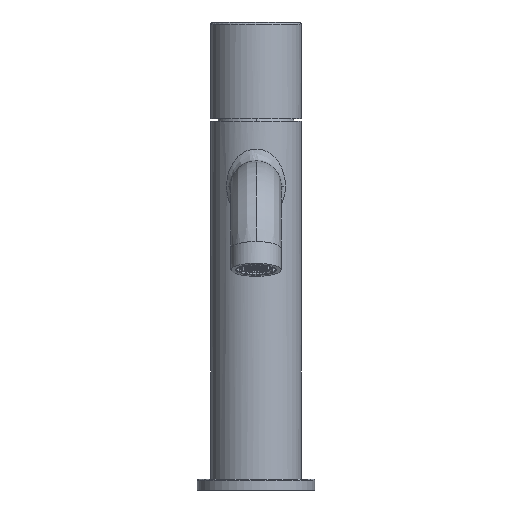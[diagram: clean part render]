
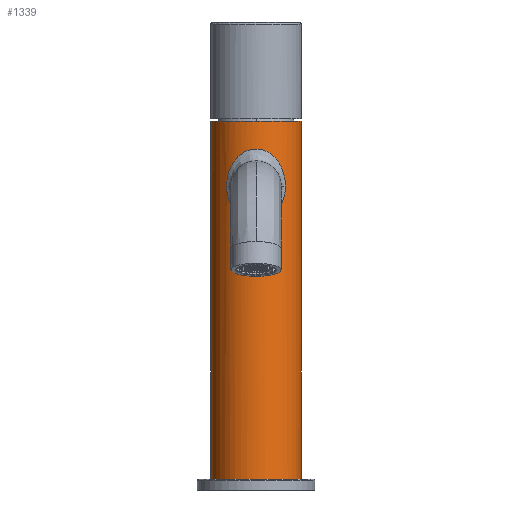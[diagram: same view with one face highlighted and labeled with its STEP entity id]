
A CAD part, front view. The second image highlights one B-rep face of the part: STEP entity #1339.
In plain terms, the highlighted cylindrical face has radius 19 mm (diameter 38 mm), a partial arc.
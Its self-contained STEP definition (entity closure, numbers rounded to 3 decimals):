
#413=FACE_BOUND('',#5860,.T.);
#1339=ADVANCED_FACE('',(#3598,#413),#40011,.T.);
#3598=FACE_OUTER_BOUND('',#5859,.T.);
#5859=EDGE_LOOP('',(#9073,#9074,#9075,#9076));
#5860=EDGE_LOOP('',(#9077,#9078));
#9073=ORIENTED_EDGE('',*,*,#21876,.T.);
#9074=ORIENTED_EDGE('',*,*,#21879,.T.);
#9075=ORIENTED_EDGE('',*,*,#21878,.T.);
#9076=ORIENTED_EDGE('',*,*,#21877,.T.);
#9077=ORIENTED_EDGE('',*,*,#22466,.T.);
#9078=ORIENTED_EDGE('',*,*,#21872,.F.);
#21872=EDGE_CURVE('',#34720,#34721,#28278,.T.);
#21876=EDGE_CURVE('',#34722,#34723,#28282,.T.);
#21877=EDGE_CURVE('',#34724,#34722,#33847,.T.);
#21878=EDGE_CURVE('',#34725,#34724,#28283,.T.);
#21879=EDGE_CURVE('',#34723,#34725,#33848,.T.);
#22466=EDGE_CURVE('',#34720,#34721,#28626,.T.);
#28278=B_SPLINE_CURVE_WITH_KNOTS('',3,(#51147,#51148,#51149,#51150,#51151,
#51152,#51153,#51154,#51155,#51156,#51157,#51158,#51159,#51160,#51161,#51162,
#51163,#51164,#51165,#51166,#51167,#51168,#51169),.UNSPECIFIED.,.F.,.F.,
(4,1,1,1,1,1,1,1,1,1,1,1,1,1,1,1,1,1,1,1,4),(-45.063,-43.815,
-42.563,-40.037,-37.455,-34.774,
-31.953,-28.962,-25.801,-24.173,
-22.531,-20.851,-19.187,-16.1,
-13.169,-10.289,-7.607,-5.026,
-2.559,-1.277,0.),.UNSPECIFIED.);
#28282=B_SPLINE_CURVE_WITH_KNOTS('',1,(#51203,#51204),.UNSPECIFIED.,.F.,
 .F.,(2,2),(-149.5,0.),.UNSPECIFIED.);
#28283=B_SPLINE_CURVE_WITH_KNOTS('',1,(#51210,#51211),.UNSPECIFIED.,.F.,
 .F.,(2,2),(-149.5,0.),.UNSPECIFIED.);
#28626=B_SPLINE_CURVE_WITH_KNOTS('',3,(#53852,#53853,#53854,#53855,#53856,
#53857,#53858,#53859,#53860,#53861,#53862,#53863,#53864,#53865,#53866,#53867,
#53868,#53869,#53870,#53871,#53872,#53873,#53874),.UNSPECIFIED.,.F.,.F.,
(4,1,1,1,1,1,1,1,1,1,1,1,1,1,1,1,1,1,1,1,4),(0.,1.277,2.559,
5.026,7.607,10.289,13.169,16.1,
19.187,20.851,22.531,24.173,25.801,
28.962,31.953,34.774,37.455,40.037,
42.563,43.815,45.063),.UNSPECIFIED.);
#33847=(
BOUNDED_CURVE()
B_SPLINE_CURVE(2,(#51205,#51206,#51207,#51208,#51209),.UNSPECIFIED.,.F.,
 .F.)
B_SPLINE_CURVE_WITH_KNOTS((3,2,3),(-59.69,-29.845,
0.),.UNSPECIFIED.)
CURVE()
GEOMETRIC_REPRESENTATION_ITEM()
RATIONAL_B_SPLINE_CURVE((1.,0.707,1.,0.707,1.))
REPRESENTATION_ITEM('')
);
#33848=(
BOUNDED_CURVE()
B_SPLINE_CURVE(2,(#51212,#51213,#51214,#51215,#51216),.UNSPECIFIED.,.F.,
 .F.)
B_SPLINE_CURVE_WITH_KNOTS((3,2,3),(-59.69,-29.845,0.),
 .UNSPECIFIED.)
CURVE()
GEOMETRIC_REPRESENTATION_ITEM()
RATIONAL_B_SPLINE_CURVE((1.,0.707,1.,0.707,1.))
REPRESENTATION_ITEM('')
);
#34720=VERTEX_POINT('',#50764);
#34721=VERTEX_POINT('',#50765);
#34722=VERTEX_POINT('',#50766);
#34723=VERTEX_POINT('',#50767);
#34724=VERTEX_POINT('',#50768);
#34725=VERTEX_POINT('',#50769);
#40011=CYLINDRICAL_SURFACE('',#41273,19.);
#41273=AXIS2_PLACEMENT_3D('',#45726,#43363,$);
#43363=DIRECTION('',(0.,0.,-1.));
#45726=CARTESIAN_POINT('',(0.,0.,70.425));
#50764=CARTESIAN_POINT('',(14.506,-12.271,118.175));
#50765=CARTESIAN_POINT('',(14.506,12.271,118.175));
#50766=CARTESIAN_POINT('',(0.,-19.,145.175));
#50767=CARTESIAN_POINT('',(0.,-19.,-4.325));
#50768=CARTESIAN_POINT('',(0.,19.,145.175));
#50769=CARTESIAN_POINT('',(0.,19.,-4.325));
#51147=CARTESIAN_POINT('',(14.506,-12.271,118.175));
#51148=CARTESIAN_POINT('',(14.506,-12.271,117.711));
#51149=CARTESIAN_POINT('',(14.534,-12.238,116.782));
#51150=CARTESIAN_POINT('',(14.7,-12.04,114.937));
#51151=CARTESIAN_POINT('',(15.098,-11.548,112.697));
#51152=CARTESIAN_POINT('',(15.79,-10.596,110.196));
#51153=CARTESIAN_POINT('',(16.609,-9.28,107.899));
#51154=CARTESIAN_POINT('',(17.469,-7.569,105.847));
#51155=CARTESIAN_POINT('',(18.265,-5.425,104.14));
#51156=CARTESIAN_POINT('',(18.75,-3.304,103.166));
#51157=CARTESIAN_POINT('',(18.963,-1.446,102.748));
#51158=CARTESIAN_POINT('',(19.019,0.011,102.638));
#51159=CARTESIAN_POINT('',(18.961,1.48,102.751));
#51160=CARTESIAN_POINT('',(18.744,3.335,103.179));
#51161=CARTESIAN_POINT('',(18.262,5.427,104.147));
#51162=CARTESIAN_POINT('',(17.475,7.556,105.834));
#51163=CARTESIAN_POINT('',(16.615,9.271,107.882));
#51164=CARTESIAN_POINT('',(15.79,10.596,110.196));
#51165=CARTESIAN_POINT('',(15.103,11.541,112.678));
#51166=CARTESIAN_POINT('',(14.705,12.033,114.905));
#51167=CARTESIAN_POINT('',(14.536,12.236,116.749));
#51168=CARTESIAN_POINT('',(14.506,12.271,117.7));
#51169=CARTESIAN_POINT('',(14.506,12.271,118.175));
#51203=CARTESIAN_POINT('',(0.,-19.,145.175));
#51204=CARTESIAN_POINT('',(0.,-19.,-4.325));
#51205=CARTESIAN_POINT('',(0.,19.,145.175));
#51206=CARTESIAN_POINT('',(19.,19.,145.175));
#51207=CARTESIAN_POINT('',(19.,0.,145.175));
#51208=CARTESIAN_POINT('',(19.,-19.,145.175));
#51209=CARTESIAN_POINT('',(0.,-19.,145.175));
#51210=CARTESIAN_POINT('',(0.,19.,-4.325));
#51211=CARTESIAN_POINT('',(0.,19.,145.175));
#51212=CARTESIAN_POINT('',(0.,-19.,-4.325));
#51213=CARTESIAN_POINT('',(19.,-19.,-4.325));
#51214=CARTESIAN_POINT('',(19.,0.,-4.325));
#51215=CARTESIAN_POINT('',(19.,19.,-4.325));
#51216=CARTESIAN_POINT('',(0.,19.,-4.325));
#53852=CARTESIAN_POINT('',(14.506,-12.271,118.175));
#53853=CARTESIAN_POINT('',(14.506,-12.271,118.651));
#53854=CARTESIAN_POINT('',(14.536,-12.236,119.602));
#53855=CARTESIAN_POINT('',(14.705,-12.033,121.445));
#53856=CARTESIAN_POINT('',(15.103,-11.541,123.673));
#53857=CARTESIAN_POINT('',(15.79,-10.596,126.155));
#53858=CARTESIAN_POINT('',(16.615,-9.271,128.469));
#53859=CARTESIAN_POINT('',(17.475,-7.556,130.517));
#53860=CARTESIAN_POINT('',(18.262,-5.427,132.204));
#53861=CARTESIAN_POINT('',(18.744,-3.335,133.172));
#53862=CARTESIAN_POINT('',(18.961,-1.48,133.6));
#53863=CARTESIAN_POINT('',(19.019,-0.011,133.713));
#53864=CARTESIAN_POINT('',(18.963,1.446,133.603));
#53865=CARTESIAN_POINT('',(18.75,3.304,133.185));
#53866=CARTESIAN_POINT('',(18.265,5.425,132.211));
#53867=CARTESIAN_POINT('',(17.469,7.569,130.504));
#53868=CARTESIAN_POINT('',(16.609,9.28,128.452));
#53869=CARTESIAN_POINT('',(15.79,10.596,126.155));
#53870=CARTESIAN_POINT('',(15.098,11.548,123.654));
#53871=CARTESIAN_POINT('',(14.7,12.04,121.414));
#53872=CARTESIAN_POINT('',(14.534,12.238,119.569));
#53873=CARTESIAN_POINT('',(14.506,12.271,118.64));
#53874=CARTESIAN_POINT('',(14.506,12.271,118.175));
